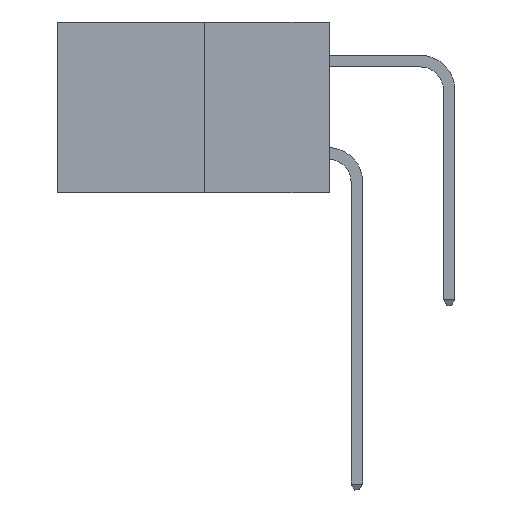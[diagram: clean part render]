
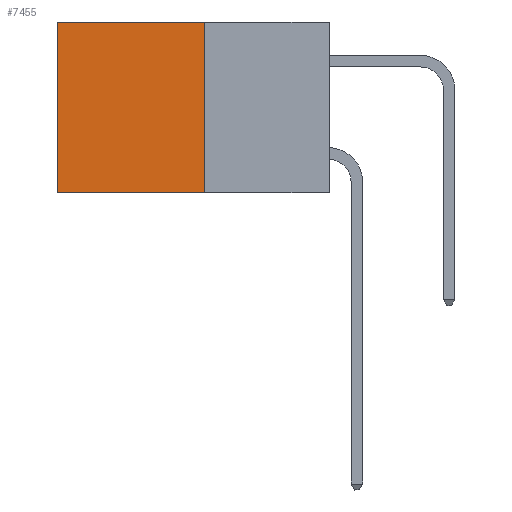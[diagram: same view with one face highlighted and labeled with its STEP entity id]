
A CAD part, left-side view. The second image highlights one B-rep face of the part: STEP entity #7455.
In plain terms, the highlighted planar face has unit normal (-1, 0, 0).
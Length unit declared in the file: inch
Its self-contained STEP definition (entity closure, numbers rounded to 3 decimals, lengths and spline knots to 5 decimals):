
#959 = VERTEX_POINT ( 'NONE', #5284 ) ;
#962 = CARTESIAN_POINT ( 'NONE',  ( 0.277, 0.59, -0.37 ) ) ;
#978 = LINE ( 'NONE', #1201, #3902 ) ;
#1092 = DIRECTION ( 'NONE',  ( 0., 0., -1. ) ) ;
#1201 = CARTESIAN_POINT ( 'NONE',  ( 0.277, 0.59, -0.37 ) ) ;
#1342 = ORIENTED_EDGE ( 'NONE', *, *, #10009, .T. ) ;
#1823 = EDGE_CURVE ( 'NONE', #2004, #8266, #13765, .T. ) ;
#1904 = LINE ( 'NONE', #8364, #2579 ) ;
#1969 = DIRECTION ( 'NONE',  ( 0., 1., 0. ) ) ;
#2004 = VERTEX_POINT ( 'NONE', #12755 ) ;
#2579 = VECTOR ( 'NONE', #6561, 39.37008 ) ;
#3296 = AXIS2_PLACEMENT_3D ( 'NONE', #12730, #13950, #12452 ) ;
#3877 = VECTOR ( 'NONE', #1969, 39.37008 ) ;
#3902 = VECTOR ( 'NONE', #1092, 39.37008 ) ;
#4964 = ORIENTED_EDGE ( 'NONE', *, *, #5082, .F. ) ;
#5082 = EDGE_CURVE ( 'NONE', #959, #2004, #1904, .T. ) ;
#5284 = CARTESIAN_POINT ( 'NONE',  ( 0.277, 0.27, 0. ) ) ;
#5910 = FACE_OUTER_BOUND ( 'NONE', #8458, .T. ) ;
#6561 = DIRECTION ( 'NONE',  ( 0., 0., -1. ) ) ;
#7455 = ADVANCED_FACE ( 'NONE', ( #5910 ), #12570, .F. ) ;
#8266 = VERTEX_POINT ( 'NONE', #962 ) ;
#8364 = CARTESIAN_POINT ( 'NONE',  ( 0.277, 0.27, -0.37 ) ) ;
#8458 = EDGE_LOOP ( 'NONE', ( #1342, #10234, #4964, #10934 ) ) ;
#8647 = VERTEX_POINT ( 'NONE', #11178 ) ;
#10009 = EDGE_CURVE ( 'NONE', #8647, #8266, #978, .T. ) ;
#10234 = ORIENTED_EDGE ( 'NONE', *, *, #1823, .F. ) ;
#10878 = VECTOR ( 'NONE', #13140, 39.37008 ) ;
#10891 = CARTESIAN_POINT ( 'NONE',  ( 0.277, 0.27, 0. ) ) ;
#10934 = ORIENTED_EDGE ( 'NONE', *, *, #11689, .T. ) ;
#11178 = CARTESIAN_POINT ( 'NONE',  ( 0.277, 0.59, 0. ) ) ;
#11689 = EDGE_CURVE ( 'NONE', #959, #8647, #12410, .T. ) ;
#12410 = LINE ( 'NONE', #10891, #3877 ) ;
#12452 = DIRECTION ( 'NONE',  ( 0., 0., -1. ) ) ;
#12570 = PLANE ( 'NONE',  #3296 ) ;
#12730 = CARTESIAN_POINT ( 'NONE',  ( 0.277, 0.27, -0.37 ) ) ;
#12755 = CARTESIAN_POINT ( 'NONE',  ( 0.277, 0.27, -0.37 ) ) ;
#13140 = DIRECTION ( 'NONE',  ( 0., 1., 0. ) ) ;
#13665 = CARTESIAN_POINT ( 'NONE',  ( 0.277, 0.27, -0.37 ) ) ;
#13765 = LINE ( 'NONE', #13665, #10878 ) ;
#13950 = DIRECTION ( 'NONE',  ( 1., 0., 0. ) ) ;
